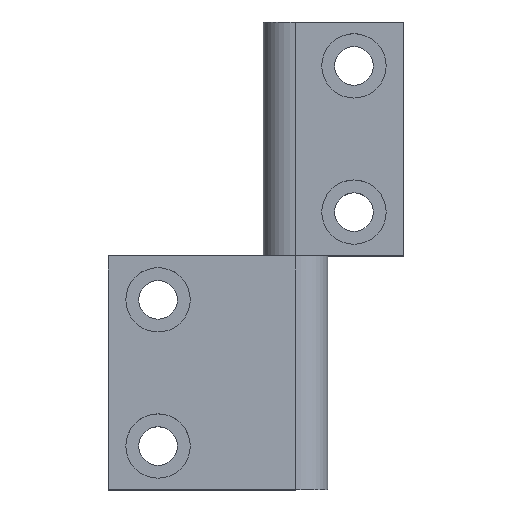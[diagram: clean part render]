
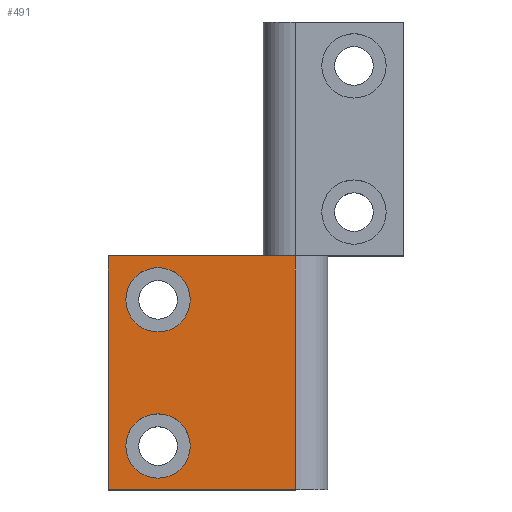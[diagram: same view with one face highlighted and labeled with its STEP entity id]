
A CAD part, top view. The second image highlights one B-rep face of the part: STEP entity #491.
In plain terms, the highlighted planar face has unit normal (0, 0, 1).
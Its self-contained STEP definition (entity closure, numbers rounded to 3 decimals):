
#128 = CARTESIAN_POINT ( 'NONE',  ( 0., 0., 5.5 ) ) ;
#129 = CARTESIAN_POINT ( 'NONE',  ( 32., 0., 5.5 ) ) ;
#148 = CARTESIAN_POINT ( 'NONE',  ( 0., 40., 5.5 ) ) ;
#156 = CARTESIAN_POINT ( 'NONE',  ( 18., 32.5, 5.5 ) ) ;
#157 = CARTESIAN_POINT ( 'NONE',  ( 18., 7.5, 5.5 ) ) ;
#158 = CARTESIAN_POINT ( 'NONE',  ( 29., 32.5, 5.5 ) ) ;
#168 = CARTESIAN_POINT ( 'NONE',  ( 29., 7.5, 5.5 ) ) ;
#174 = CARTESIAN_POINT ( 'NONE',  ( 32., 40., 5.5 ) ) ;
#254 = DIRECTION ( 'NONE',  ( 1., 0., 0. ) ) ;
#255 = DIRECTION ( 'NONE',  ( 0., 0., 1. ) ) ;
#256 = CARTESIAN_POINT ( 'NONE',  ( 23.5, 7.5, 5.5 ) ) ;
#258 = DIRECTION ( 'NONE',  ( 1., 0., 0. ) ) ;
#259 = DIRECTION ( 'NONE',  ( 0., 0., 1. ) ) ;
#260 = CARTESIAN_POINT ( 'NONE',  ( 23.5, 32.5, 5.5 ) ) ;
#268 = DIRECTION ( 'NONE',  ( 0., -1., 0. ) ) ;
#272 = CARTESIAN_POINT ( 'NONE',  ( 32., 40., 5.5 ) ) ;
#284 = DIRECTION ( 'NONE',  ( 1., 0., 0. ) ) ;
#285 = CARTESIAN_POINT ( 'NONE',  ( 0., 40., 5.5 ) ) ;
#288 = DIRECTION ( 'NONE',  ( 0., -1., 0. ) ) ;
#289 = CARTESIAN_POINT ( 'NONE',  ( 0., 40., 5.5 ) ) ;
#302 = DIRECTION ( 'NONE',  ( 1., 0., 0. ) ) ;
#303 = DIRECTION ( 'NONE',  ( 0., 0., 1. ) ) ;
#304 = CARTESIAN_POINT ( 'NONE',  ( 23.5, 32.5, 5.5 ) ) ;
#313 = DIRECTION ( 'NONE',  ( 0., 0., 1. ) ) ;
#314 = CARTESIAN_POINT ( 'NONE',  ( 23.5, 7.5, 5.5 ) ) ;
#317 = DIRECTION ( 'NONE',  ( 1., 0., 0. ) ) ;
#352 = DIRECTION ( 'NONE',  ( 1., 0., 0. ) ) ;
#355 = CARTESIAN_POINT ( 'NONE',  ( 0., 0., 5.5 ) ) ;
#375 = DIRECTION ( 'NONE',  ( -1., 0., 0. ) ) ;
#377 = PLANE ( 'NONE',  #607 ) ;
#467 = DIRECTION ( 'NONE',  ( 0., 0., -1. ) ) ;
#469 = CARTESIAN_POINT ( 'NONE',  ( 0., 40., 5.5 ) ) ;
#491 = ADVANCED_FACE ( 'NONE', ( #1360, #1345, #1304 ), #377, .F. ) ;
#546 = EDGE_CURVE ( 'NONE', #1285, #1271, #1364, .T. ) ;
#595 = EDGE_CURVE ( 'NONE', #979, #986, #1265, .T. ) ;
#607 = AXIS2_PLACEMENT_3D ( 'NONE', #469, #467, #375 ) ;
#617 = EDGE_CURVE ( 'NONE', #987, #984, #1390, .T. ) ;
#631 = EDGE_CURVE ( 'NONE', #1199, #1285, #1373, .T. ) ;
#632 = AXIS2_PLACEMENT_3D ( 'NONE', #256, #255, #254 ) ;
#635 = EDGE_CURVE ( 'NONE', #1199, #977, #1353, .T. ) ;
#657 = EDGE_CURVE ( 'NONE', #977, #1271, #1298, .T. ) ;
#661 = AXIS2_PLACEMENT_3D ( 'NONE', #304, #303, #302 ) ;
#664 = EDGE_CURVE ( 'NONE', #984, #987, #1206, .T. ) ;
#668 = EDGE_CURVE ( 'NONE', #986, #979, #1225, .T. ) ;
#688 = AXIS2_PLACEMENT_3D ( 'NONE', #260, #259, #258 ) ;
#751 = AXIS2_PLACEMENT_3D ( 'NONE', #314, #313, #317 ) ;
#825 = ORIENTED_EDGE ( 'NONE', *, *, #664, .F. ) ;
#827 = ORIENTED_EDGE ( 'NONE', *, *, #617, .F. ) ;
#828 = ORIENTED_EDGE ( 'NONE', *, *, #668, .F. ) ;
#829 = ORIENTED_EDGE ( 'NONE', *, *, #595, .F. ) ;
#830 = ORIENTED_EDGE ( 'NONE', *, *, #546, .T. ) ;
#831 = ORIENTED_EDGE ( 'NONE', *, *, #635, .F. ) ;
#832 = ORIENTED_EDGE ( 'NONE', *, *, #657, .F. ) ;
#833 = ORIENTED_EDGE ( 'NONE', *, *, #631, .T. ) ;
#873 = EDGE_LOOP ( 'NONE', ( #829, #828 ) ) ;
#901 = EDGE_LOOP ( 'NONE', ( #830, #832, #831, #833 ) ) ;
#903 = EDGE_LOOP ( 'NONE', ( #825, #827 ) ) ;
#977 = VERTEX_POINT ( 'NONE', #174 ) ;
#979 = VERTEX_POINT ( 'NONE', #168 ) ;
#984 = VERTEX_POINT ( 'NONE', #158 ) ;
#986 = VERTEX_POINT ( 'NONE', #157 ) ;
#987 = VERTEX_POINT ( 'NONE', #156 ) ;
#1199 = VERTEX_POINT ( 'NONE', #148 ) ;
#1206 = CIRCLE ( 'NONE', #688, 5.5 ) ;
#1219 = VECTOR ( 'NONE', #268, 1000. ) ;
#1225 = CIRCLE ( 'NONE', #632, 5.5 ) ;
#1265 = CIRCLE ( 'NONE', #751, 5.5 ) ;
#1271 = VERTEX_POINT ( 'NONE', #129 ) ;
#1285 = VERTEX_POINT ( 'NONE', #128 ) ;
#1298 = LINE ( 'NONE', #272, #1219 ) ;
#1304 = FACE_OUTER_BOUND ( 'NONE', #901, .T. ) ;
#1339 = VECTOR ( 'NONE', #352, 1000. ) ;
#1344 = VECTOR ( 'NONE', #284, 1000. ) ;
#1345 = FACE_BOUND ( 'NONE', #873, .T. ) ;
#1353 = LINE ( 'NONE', #285, #1344 ) ;
#1354 = VECTOR ( 'NONE', #288, 1000. ) ;
#1360 = FACE_BOUND ( 'NONE', #903, .T. ) ;
#1364 = LINE ( 'NONE', #355, #1339 ) ;
#1373 = LINE ( 'NONE', #289, #1354 ) ;
#1390 = CIRCLE ( 'NONE', #661, 5.5 ) ;
